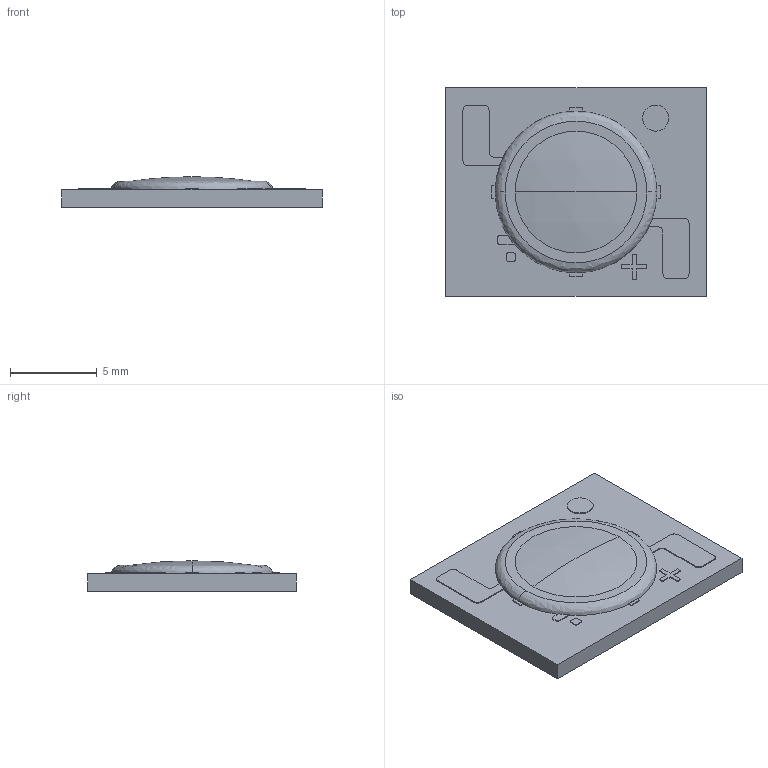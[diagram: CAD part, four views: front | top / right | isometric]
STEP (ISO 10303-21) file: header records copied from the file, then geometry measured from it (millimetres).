
FILE_DESCRIPTION (( 'STEP AP214' ), '1' );
FILE_NAME ('S024Z-V1.STEP', '2020-02-12T08:42:00', ( '' ), ( '' ), 'SwSTEP 2.0', 'SolidWorks 2016', '' );
FILE_SCHEMA (( 'AUTOMOTIVE_DESIGN' ));
Length unit declared in the file: millimetre
Products named in the file (5): 1; 4; 2; S024Z-V1; 3
Assembly tree (4 placements, depth 2):
  S024Z-V1
    1
    4
    2
    3
Bounding box: 15 x 12 x 1.75 mm (x, y, z)
Volume: 217.8 mm3; surface area: 666.5 mm2
Topology: 13 solids, 13 shells, 107 faces, 244 edges, 163 vertices
Faces by surface type: plane 78, cylinder 25, bspline 2, sphere 2
Entity records: 3305 total; most frequent: CARTESIAN_POINT 557, DIRECTION 524, ORIENTED_EDGE 488, EDGE_CURVE 244, LINE 184, VECTOR 184, AXIS2_PLACEMENT_3D 170, VERTEX_POINT 163
